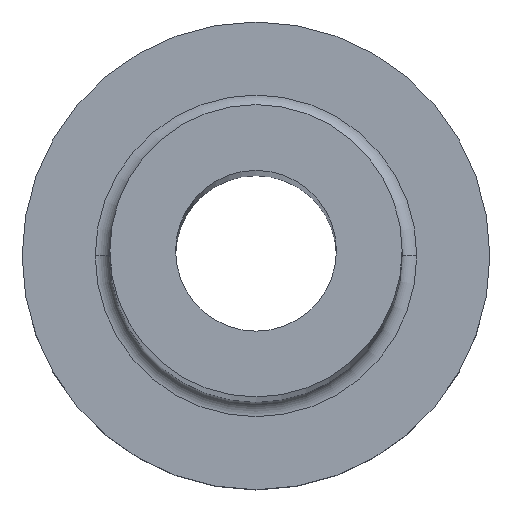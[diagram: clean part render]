
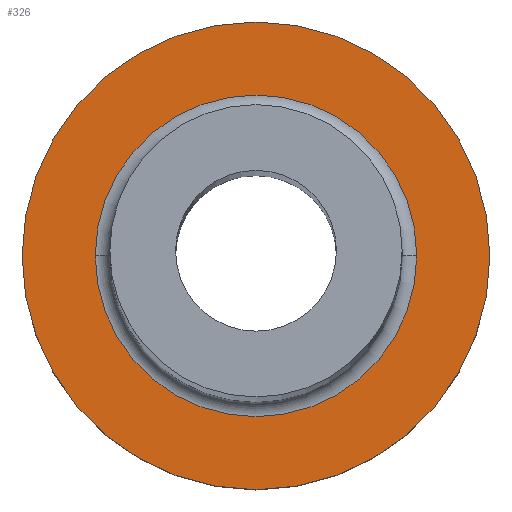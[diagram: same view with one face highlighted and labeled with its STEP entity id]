
A CAD part, top view. The second image highlights one B-rep face of the part: STEP entity #326.
In plain terms, the highlighted planar face has unit normal (0, 0, 1).
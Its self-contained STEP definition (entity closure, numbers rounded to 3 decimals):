
#10 = AXIS2_PLACEMENT_3D ( 'NONE', #103, #105, #349 ) ;
#14 = CARTESIAN_POINT ( 'NONE',  ( 0., 0., 5. ) ) ;
#16 = DIRECTION ( 'NONE',  ( 0., 0., 1. ) ) ;
#20 = CARTESIAN_POINT ( 'NONE',  ( 8., 0., 5. ) ) ;
#24 = VERTEX_POINT ( 'NONE', #141 ) ;
#57 = CIRCLE ( 'NONE', #302, 8. ) ;
#64 = CIRCLE ( 'NONE', #102, 5.5 ) ;
#94 = DIRECTION ( 'NONE',  ( 1., 0., 0. ) ) ;
#102 = AXIS2_PLACEMENT_3D ( 'NONE', #134, #283, #253 ) ;
#103 = CARTESIAN_POINT ( 'NONE',  ( 0., 0., 5. ) ) ;
#105 = DIRECTION ( 'NONE',  ( 0., 0., 1. ) ) ;
#108 = CIRCLE ( 'NONE', #153, 5.5 ) ;
#110 = AXIS2_PLACEMENT_3D ( 'NONE', #282, #16, #373 ) ;
#123 = EDGE_CURVE ( 'NONE', #201, #298, #108, .T. ) ;
#126 = EDGE_LOOP ( 'NONE', ( #163, #203 ) ) ;
#130 = CARTESIAN_POINT ( 'NONE',  ( 5.5, 0., 5. ) ) ;
#134 = CARTESIAN_POINT ( 'NONE',  ( 0., 0., 5. ) ) ;
#141 = CARTESIAN_POINT ( 'NONE',  ( -8., 0., 5. ) ) ;
#149 = CARTESIAN_POINT ( 'NONE',  ( 0., 0., 5. ) ) ;
#153 = AXIS2_PLACEMENT_3D ( 'NONE', #14, #188, #94 ) ;
#163 = ORIENTED_EDGE ( 'NONE', *, *, #276, .T. ) ;
#176 = CIRCLE ( 'NONE', #110, 8. ) ;
#188 = DIRECTION ( 'NONE',  ( 0., 0., -1. ) ) ;
#195 = PLANE ( 'NONE',  #10 ) ;
#198 = CARTESIAN_POINT ( 'NONE',  ( -5.5, 0., 5. ) ) ;
#201 = VERTEX_POINT ( 'NONE', #130 ) ;
#203 = ORIENTED_EDGE ( 'NONE', *, *, #369, .T. ) ;
#204 = EDGE_LOOP ( 'NONE', ( #360, #228 ) ) ;
#228 = ORIENTED_EDGE ( 'NONE', *, *, #286, .T. ) ;
#253 = DIRECTION ( 'NONE',  ( 1., 0., 0. ) ) ;
#260 = DIRECTION ( 'NONE',  ( 1., 0., 0. ) ) ;
#275 = DIRECTION ( 'NONE',  ( 0., 0., 1. ) ) ;
#276 = EDGE_CURVE ( 'NONE', #24, #359, #57, .T. ) ;
#282 = CARTESIAN_POINT ( 'NONE',  ( 0., 0., 5. ) ) ;
#283 = DIRECTION ( 'NONE',  ( 0., 0., -1. ) ) ;
#286 = EDGE_CURVE ( 'NONE', #298, #201, #64, .T. ) ;
#298 = VERTEX_POINT ( 'NONE', #198 ) ;
#302 = AXIS2_PLACEMENT_3D ( 'NONE', #149, #275, #260 ) ;
#326 = ADVANCED_FACE ( 'NONE', ( #351, #376 ), #195, .T. ) ;
#349 = DIRECTION ( 'NONE',  ( 1., 0., 0. ) ) ;
#351 = FACE_BOUND ( 'NONE', #204, .T. ) ;
#359 = VERTEX_POINT ( 'NONE', #20 ) ;
#360 = ORIENTED_EDGE ( 'NONE', *, *, #123, .T. ) ;
#369 = EDGE_CURVE ( 'NONE', #359, #24, #176, .T. ) ;
#373 = DIRECTION ( 'NONE',  ( 1., 0., 0. ) ) ;
#376 = FACE_OUTER_BOUND ( 'NONE', #126, .T. ) ;
